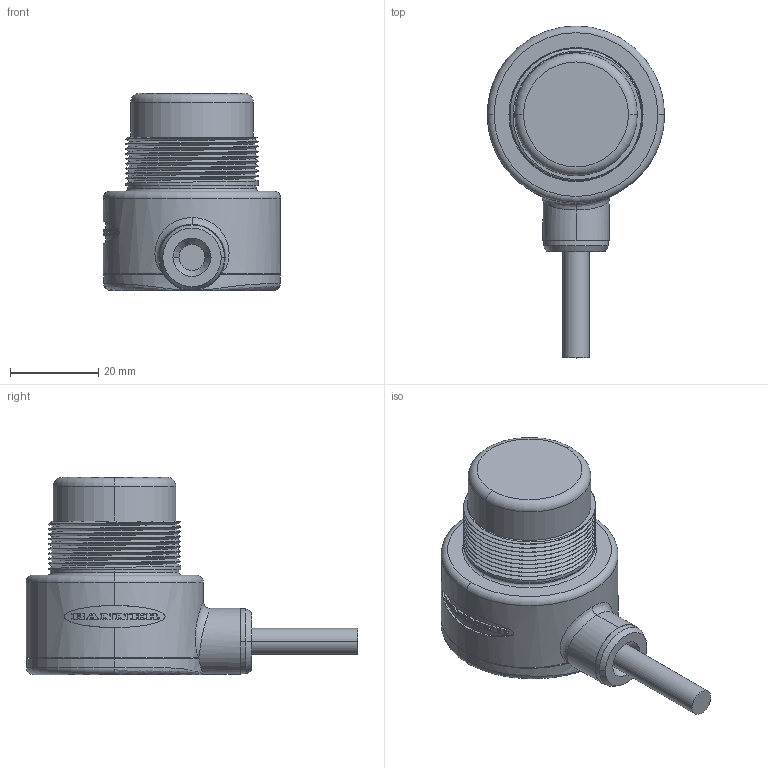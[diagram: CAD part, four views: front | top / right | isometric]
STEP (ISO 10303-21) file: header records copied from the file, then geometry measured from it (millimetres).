
FILE_DESCRIPTION((''),'2;1');
FILE_NAME('154439_SM01_ASM','2022-11-10T11:57:02',('PDMAdmin'),('BANNER ENGINEERING'),'CREO PARAMETRIC BY PTC INC, 2019292','CREO PARAMETRIC BY PTC INC, 2019292','');
FILE_SCHEMA(('CONFIG_CONTROL_DESIGN'));
Length unit declared in the file: millimetre
Products named in the file (3): 154439_EP01; 09460_WEB; 154439_SM01_ASM
Assembly tree (2 placements, depth 2):
  154439_SM01_ASM
    154439_EP01
    09460_WEB
Bounding box: 40.18 x 75.26 x 44.7 mm (x, y, z)
Volume: 45513.5 mm3; surface area: 9828.2 mm2
Topology: 2 solids, 2 shells, 375 faces, 1031 edges, 679 vertices
Faces by surface type: extrusion 152, plane 138, cylinder 61, bspline 11, torus 7, cone 6
Entity records: 18406 total; most frequent: CARTESIAN_POINT 9427, ORIENTED_EDGE 2058, DIRECTION 1414, EDGE_CURVE 1029, VERTEX_POINT 679, VECTOR 580, B_SPLINE_CURVE_WITH_KNOTS 553, LINE 428
